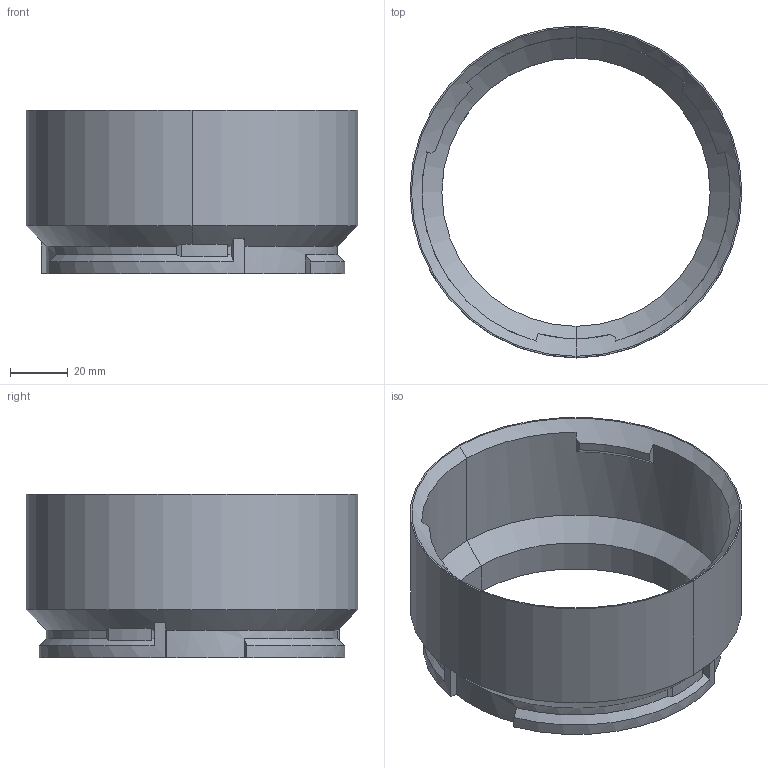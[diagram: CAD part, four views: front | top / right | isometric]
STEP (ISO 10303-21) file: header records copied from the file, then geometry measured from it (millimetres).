
FILE_DESCRIPTION (( 'STEP AP203' ), '1' );
FILE_NAME ('Module_Spacer_40mm.STEP', '2020-11-29T12:45:24', ( '' ), ( '' ), '', '', '' );
FILE_SCHEMA (( 'CONFIG_CONTROL_DESIGN' ));
Length unit declared in the file: millimetre
Products named in the file (1): Module_Spacer_40mm
Bounding box: 115 x 115 x 56.5 mm (x, y, z)
Volume: 82361.5 mm3; surface area: 43303 mm2
Topology: 1 solids, 1 shells, 65 faces, 179 edges, 116 vertices
Faces by surface type: plane 29, cylinder 23, cone 13
Entity records: 2168 total; most frequent: CARTESIAN_POINT 397, DIRECTION 361, ORIENTED_EDGE 358, EDGE_CURVE 179, AXIS2_PLACEMENT_3D 128, VERTEX_POINT 116, LINE 105, VECTOR 105
